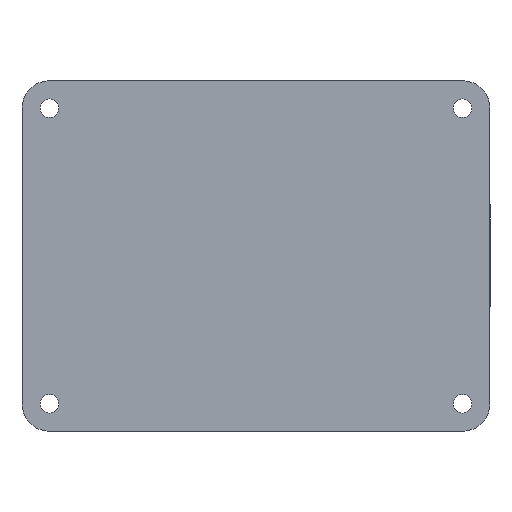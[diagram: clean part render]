
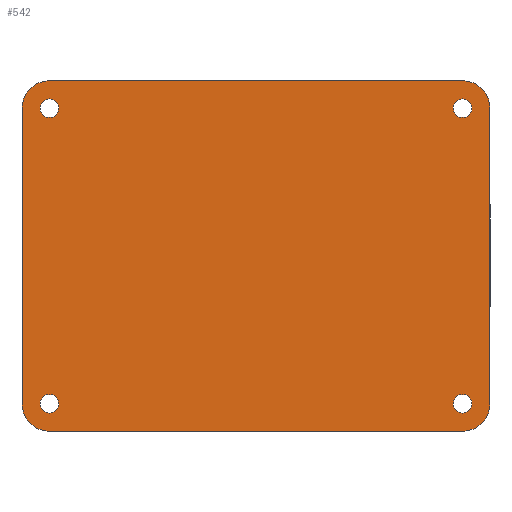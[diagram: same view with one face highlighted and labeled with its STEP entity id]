
A CAD part, left-side view. The second image highlights one B-rep face of the part: STEP entity #542.
In plain terms, the highlighted planar face has unit normal (-1, 0, 0).
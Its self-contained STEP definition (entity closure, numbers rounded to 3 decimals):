
#23=FACE_BOUND('',#113,.T.);
#24=FACE_BOUND('',#114,.T.);
#25=FACE_BOUND('',#115,.T.);
#26=FACE_BOUND('',#116,.T.);
#44=PLANE('',#610);
#74=FACE_OUTER_BOUND('',#112,.T.);
#112=EDGE_LOOP('',(#489,#490,#491,#492,#493,#494,#495,#496));
#113=EDGE_LOOP('',(#497));
#114=EDGE_LOOP('',(#498));
#115=EDGE_LOOP('',(#499));
#116=EDGE_LOOP('',(#500));
#131=LINE('',#819,#179);
#140=LINE('',#839,#188);
#142=LINE('',#845,#190);
#160=LINE('',#890,#208);
#179=VECTOR('',#651,10.);
#188=VECTOR('',#670,10.);
#190=VECTOR('',#678,10.);
#208=VECTOR('',#730,10.);
#214=CIRCLE('',#559,5.);
#222=CIRCLE('',#570,5.);
#223=CIRCLE('',#572,5.);
#224=CIRCLE('',#575,5.);
#230=CIRCLE('',#596,1.7);
#232=CIRCLE('',#600,1.7);
#234=CIRCLE('',#604,1.7);
#236=CIRCLE('',#608,1.7);
#239=VERTEX_POINT('',#774);
#240=VERTEX_POINT('',#776);
#259=VERTEX_POINT('',#818);
#262=VERTEX_POINT('',#827);
#263=VERTEX_POINT('',#831);
#264=VERTEX_POINT('',#833);
#265=VERTEX_POINT('',#837);
#266=VERTEX_POINT('',#841);
#278=VERTEX_POINT('',#894);
#280=VERTEX_POINT('',#901);
#282=VERTEX_POINT('',#908);
#284=VERTEX_POINT('',#915);
#287=EDGE_CURVE('',#239,#240,#214,.T.);
#308=EDGE_CURVE('',#240,#259,#131,.T.);
#313=EDGE_CURVE('',#259,#262,#222,.T.);
#316=EDGE_CURVE('',#263,#264,#223,.T.);
#319=EDGE_CURVE('',#265,#263,#140,.T.);
#321=EDGE_CURVE('',#266,#265,#224,.T.);
#322=EDGE_CURVE('',#262,#266,#142,.T.);
#344=EDGE_CURVE('',#264,#239,#160,.T.);
#347=EDGE_CURVE('',#278,#278,#230,.T.);
#350=EDGE_CURVE('',#280,#280,#232,.T.);
#353=EDGE_CURVE('',#282,#282,#234,.T.);
#356=EDGE_CURVE('',#284,#284,#236,.T.);
#489=ORIENTED_EDGE('',*,*,#287,.F.);
#490=ORIENTED_EDGE('',*,*,#344,.F.);
#491=ORIENTED_EDGE('',*,*,#316,.F.);
#492=ORIENTED_EDGE('',*,*,#319,.F.);
#493=ORIENTED_EDGE('',*,*,#321,.F.);
#494=ORIENTED_EDGE('',*,*,#322,.F.);
#495=ORIENTED_EDGE('',*,*,#313,.F.);
#496=ORIENTED_EDGE('',*,*,#308,.F.);
#497=ORIENTED_EDGE('',*,*,#353,.F.);
#498=ORIENTED_EDGE('',*,*,#347,.F.);
#499=ORIENTED_EDGE('',*,*,#350,.F.);
#500=ORIENTED_EDGE('',*,*,#356,.F.);
#542=ADVANCED_FACE('',(#74,#23,#24,#25,#26),#44,.F.);
#559=AXIS2_PLACEMENT_3D('',#777,#618,#619);
#570=AXIS2_PLACEMENT_3D('',#828,#658,#659);
#572=AXIS2_PLACEMENT_3D('',#834,#664,#665);
#575=AXIS2_PLACEMENT_3D('',#843,#674,#675);
#596=AXIS2_PLACEMENT_3D('',#896,#736,#737);
#600=AXIS2_PLACEMENT_3D('',#903,#745,#746);
#604=AXIS2_PLACEMENT_3D('',#910,#754,#755);
#608=AXIS2_PLACEMENT_3D('',#917,#763,#764);
#610=AXIS2_PLACEMENT_3D('',#919,#767,#768);
#618=DIRECTION('center_axis',(1.,0.,0.));
#619=DIRECTION('ref_axis',(0.,-0.707,0.707));
#651=DIRECTION('',(0.,0.,-1.));
#658=DIRECTION('center_axis',(1.,0.,0.));
#659=DIRECTION('ref_axis',(0.,-0.707,-0.707));
#664=DIRECTION('center_axis',(1.,0.,0.));
#665=DIRECTION('ref_axis',(0.,0.707,0.707));
#670=DIRECTION('',(0.,0.,1.));
#674=DIRECTION('center_axis',(1.,0.,0.));
#675=DIRECTION('ref_axis',(0.,0.707,-0.707));
#678=DIRECTION('',(0.,1.,0.));
#730=DIRECTION('',(0.,-1.,0.));
#736=DIRECTION('center_axis',(-1.,0.,0.));
#737=DIRECTION('ref_axis',(0.,0.,-1.));
#745=DIRECTION('center_axis',(-1.,0.,0.));
#746=DIRECTION('ref_axis',(0.,0.,-1.));
#754=DIRECTION('center_axis',(-1.,0.,0.));
#755=DIRECTION('ref_axis',(0.,0.,-1.));
#763=DIRECTION('center_axis',(-1.,0.,0.));
#764=DIRECTION('ref_axis',(0.,0.,-1.));
#767=DIRECTION('center_axis',(1.,0.,0.));
#768=DIRECTION('ref_axis',(0.,0.,-1.));
#774=CARTESIAN_POINT('',(0.,-45.7,79.3));
#776=CARTESIAN_POINT('',(0.,-50.7,74.3));
#777=CARTESIAN_POINT('Origin',(0.,-45.7,74.3));
#818=CARTESIAN_POINT('',(0.,-50.7,20.5));
#819=CARTESIAN_POINT('',(0.,-50.7,79.3));
#827=CARTESIAN_POINT('',(0.,-45.7,15.5));
#828=CARTESIAN_POINT('Origin',(0.,-45.7,20.5));
#831=CARTESIAN_POINT('',(0.,34.5,74.3));
#833=CARTESIAN_POINT('',(0.,29.5,79.3));
#834=CARTESIAN_POINT('Origin',(0.,29.5,74.3));
#837=CARTESIAN_POINT('',(0.,34.5,20.5));
#839=CARTESIAN_POINT('',(0.,34.5,15.5));
#841=CARTESIAN_POINT('',(0.,29.5,15.5));
#843=CARTESIAN_POINT('Origin',(0.,29.5,20.5));
#845=CARTESIAN_POINT('',(0.,-50.7,15.5));
#890=CARTESIAN_POINT('',(0.,34.5,79.3));
#894=CARTESIAN_POINT('',(0.,-45.7,76.));
#896=CARTESIAN_POINT('Origin',(0.,-45.7,74.3));
#901=CARTESIAN_POINT('',(0.,-45.7,22.2));
#903=CARTESIAN_POINT('Origin',(0.,-45.7,20.5));
#908=CARTESIAN_POINT('',(0.,29.5,22.2));
#910=CARTESIAN_POINT('Origin',(0.,29.5,20.5));
#915=CARTESIAN_POINT('',(0.,29.5,76.));
#917=CARTESIAN_POINT('Origin',(0.,29.5,74.3));
#919=CARTESIAN_POINT('Origin',(0.,29.5,74.3));
